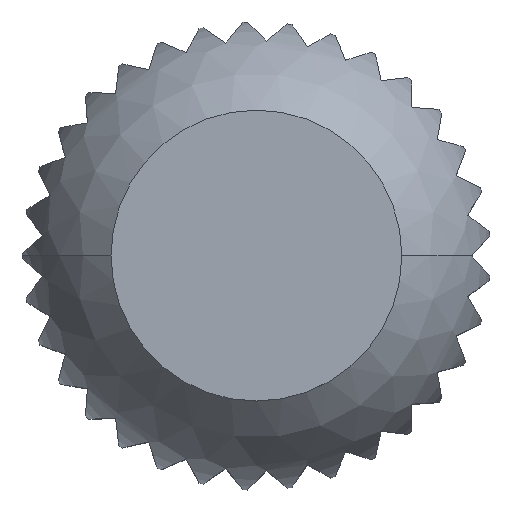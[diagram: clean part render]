
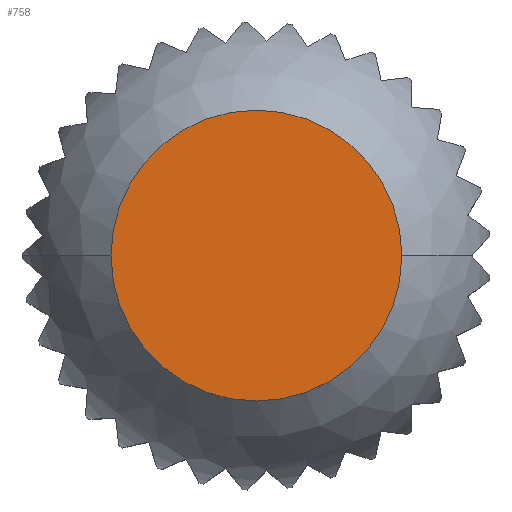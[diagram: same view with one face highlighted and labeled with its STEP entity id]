
A CAD part, top view. The second image highlights one B-rep face of the part: STEP entity #758.
In plain terms, the highlighted planar face has unit normal (0, 0, 1).
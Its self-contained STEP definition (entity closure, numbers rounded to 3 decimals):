
#510=VERTEX_POINT('',#1301);
#660=EDGE_CURVE('',#1136,#510,#1474,.T.);
#758=ADVANCED_FACE('',(#1585),#1586,.T.);
#774=EDGE_CURVE('',#510,#1136,#1604,.T.);
#1136=VERTEX_POINT('',#2045);
#1301=CARTESIAN_POINT('',(15.5,0.,121.0));
#1474=CIRCLE('',#2441,15.5);
#1585=FACE_OUTER_BOUND('',#2586,.T.);
#1586=PLANE('',#2587);
#1604=CIRCLE('',#2608,15.5);
#2045=CARTESIAN_POINT('',(-15.5,0.,121.0));
#2441=AXIS2_PLACEMENT_3D('',#3586,#3587,#3588);
#2586=EDGE_LOOP('',(#3727,#3728));
#2587=AXIS2_PLACEMENT_3D('',#3729,#3730,#3731);
#2608=AXIS2_PLACEMENT_3D('',#3750,#3751,#3752);
#3586=CARTESIAN_POINT('',(0.,0.,121.0));
#3587=DIRECTION('',(0.0,0.0,1.0));
#3588=DIRECTION('',(1.0,0.,0.0));
#3727=ORIENTED_EDGE('',*,*,#774,.T.);
#3728=ORIENTED_EDGE('',*,*,#660,.T.);
#3729=CARTESIAN_POINT('',(7.75,0.,121.0));
#3730=DIRECTION('',(0.0,0.0,1.0));
#3731=DIRECTION('',(-1.0,0.,0.0));
#3750=CARTESIAN_POINT('',(0.,0.,121.0));
#3751=DIRECTION('',(0.0,0.0,1.0));
#3752=DIRECTION('',(1.0,0.,0.0));
